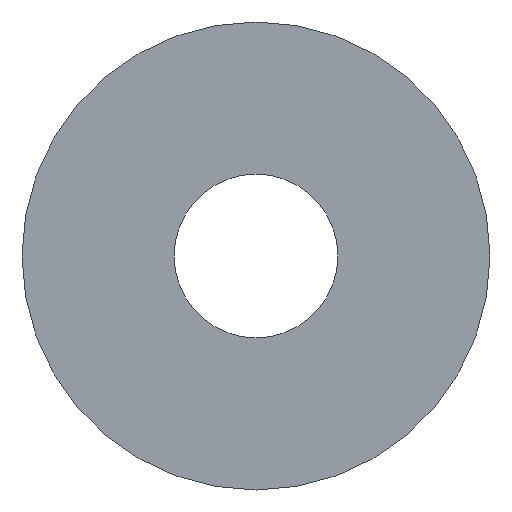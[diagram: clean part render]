
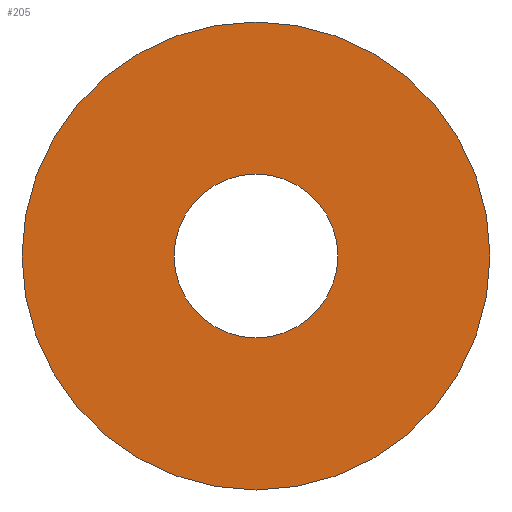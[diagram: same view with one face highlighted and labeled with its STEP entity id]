
A CAD part, front view. The second image highlights one B-rep face of the part: STEP entity #205.
In plain terms, the highlighted planar face has unit normal (0, -1, 0).
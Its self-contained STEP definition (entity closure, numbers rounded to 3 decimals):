
#5 = CARTESIAN_POINT ( 'NONE',  ( 0., 0., 0. ) ) ;
#19 = EDGE_CURVE ( 'NONE', #54, #56, #249, .T. ) ;
#23 = ORIENTED_EDGE ( 'NONE', *, *, #260, .T. ) ;
#31 = CARTESIAN_POINT ( 'NONE',  ( 0., 0., -5. ) ) ;
#34 = CIRCLE ( 'NONE', #186, 5. ) ;
#38 = DIRECTION ( 'NONE',  ( 0., 0., -1. ) ) ;
#40 = CARTESIAN_POINT ( 'NONE',  ( 0., 0., 5. ) ) ;
#54 = VERTEX_POINT ( 'NONE', #136 ) ;
#56 = VERTEX_POINT ( 'NONE', #125 ) ;
#59 = AXIS2_PLACEMENT_3D ( 'NONE', #233, #70, #86 ) ;
#60 = VERTEX_POINT ( 'NONE', #31 ) ;
#70 = DIRECTION ( 'NONE',  ( 0., -1., 0. ) ) ;
#74 = EDGE_LOOP ( 'NONE', ( #111, #100 ) ) ;
#80 = DIRECTION ( 'NONE',  ( 0., -1., 0. ) ) ;
#86 = DIRECTION ( 'NONE',  ( 0., 0., -1. ) ) ;
#97 = FACE_BOUND ( 'NONE', #74, .T. ) ;
#100 = ORIENTED_EDGE ( 'NONE', *, *, #154, .F. ) ;
#111 = ORIENTED_EDGE ( 'NONE', *, *, #19, .F. ) ;
#115 = CIRCLE ( 'NONE', #261, 5. ) ;
#119 = EDGE_CURVE ( 'NONE', #60, #126, #34, .T. ) ;
#125 = CARTESIAN_POINT ( 'NONE',  ( 0., 0., 1.75 ) ) ;
#126 = VERTEX_POINT ( 'NONE', #40 ) ;
#131 = DIRECTION ( 'NONE',  ( 0., -1., 0. ) ) ;
#136 = CARTESIAN_POINT ( 'NONE',  ( 0., 0., -1.75 ) ) ;
#154 = EDGE_CURVE ( 'NONE', #56, #54, #224, .T. ) ;
#155 = EDGE_LOOP ( 'NONE', ( #157, #23 ) ) ;
#157 = ORIENTED_EDGE ( 'NONE', *, *, #119, .T. ) ;
#181 = AXIS2_PLACEMENT_3D ( 'NONE', #257, #227, #38 ) ;
#186 = AXIS2_PLACEMENT_3D ( 'NONE', #210, #80, #193 ) ;
#187 = DIRECTION ( 'NONE',  ( 0., 0., -1. ) ) ;
#193 = DIRECTION ( 'NONE',  ( 0., 0., -1. ) ) ;
#197 = DIRECTION ( 'NONE',  ( 0., -1., 0. ) ) ;
#205 = ADVANCED_FACE ( 'NONE', ( #248, #97 ), #239, .T. ) ;
#210 = CARTESIAN_POINT ( 'NONE',  ( 0., 0., 0. ) ) ;
#211 = AXIS2_PLACEMENT_3D ( 'NONE', #266, #197, #256 ) ;
#224 = CIRCLE ( 'NONE', #211, 1.75 ) ;
#227 = DIRECTION ( 'NONE',  ( 0., -1., 0. ) ) ;
#233 = CARTESIAN_POINT ( 'NONE',  ( 0., 0., 0. ) ) ;
#239 = PLANE ( 'NONE',  #181 ) ;
#248 = FACE_OUTER_BOUND ( 'NONE', #155, .T. ) ;
#249 = CIRCLE ( 'NONE', #59, 1.75 ) ;
#256 = DIRECTION ( 'NONE',  ( 0., 0., -1. ) ) ;
#257 = CARTESIAN_POINT ( 'NONE',  ( 5., 0., 0. ) ) ;
#260 = EDGE_CURVE ( 'NONE', #126, #60, #115, .T. ) ;
#261 = AXIS2_PLACEMENT_3D ( 'NONE', #5, #131, #187 ) ;
#266 = CARTESIAN_POINT ( 'NONE',  ( 0., 0., 0. ) ) ;
